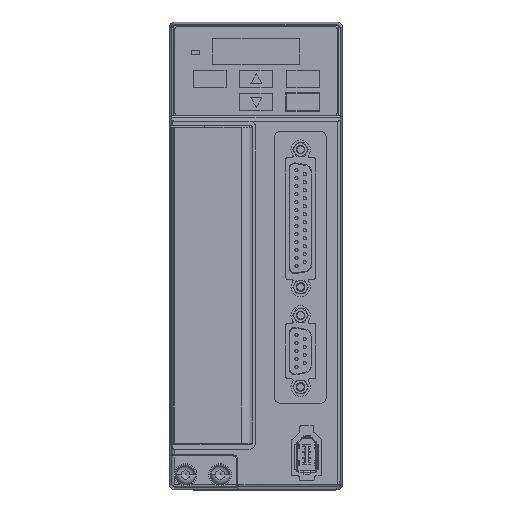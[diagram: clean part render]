
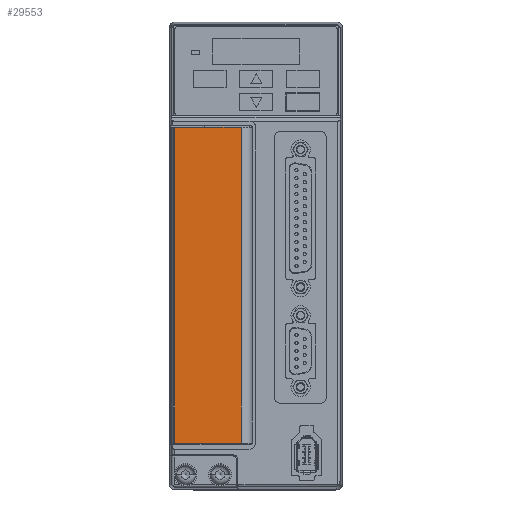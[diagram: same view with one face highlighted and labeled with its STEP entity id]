
A CAD part, top view. The second image highlights one B-rep face of the part: STEP entity #29553.
In plain terms, the highlighted planar face has unit normal (0, 0, 1).
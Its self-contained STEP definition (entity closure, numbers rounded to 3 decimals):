
#29494=CARTESIAN_POINT('',(1.74,-146.005,155.85));
#29495=VERTEX_POINT('',#29494);
#29503=CARTESIAN_POINT('',(1.74,-36.465,155.85));
#29504=VERTEX_POINT('',#29503);
#29505=CARTESIAN_POINT('',(1.74,12308.535,155.85));
#29506=DIRECTION('',(0.,-1.,0.));
#29507=VECTOR('',#29506,24690.);
#29508=LINE('',#29505,#29507);
#29509=EDGE_CURVE('',#29504,#29495,#29508,.T.);
#29523=CARTESIAN_POINT('',(13.3,-36.465,155.85));
#29524=DIRECTION('',(0.,0.,1.));
#29525=DIRECTION('',(-1.,0.,0.));
#29526=AXIS2_PLACEMENT_3D('',#29523,#29524,#29525);
#29527=PLANE('',#29526);
#29528=CARTESIAN_POINT('',(24.86,-146.005,155.85));
#29529=VERTEX_POINT('',#29528);
#29530=CARTESIAN_POINT('',(-12332.62,-146.005,155.85));
#29531=DIRECTION('',(1.,0.,-0.));
#29532=VECTOR('',#29531,24690.);
#29533=LINE('',#29530,#29532);
#29534=EDGE_CURVE('',#29495,#29529,#29533,.T.);
#29535=ORIENTED_EDGE('',*,*,#29534,.T.);
#29536=CARTESIAN_POINT('',(24.86,-36.465,155.85));
#29537=VERTEX_POINT('',#29536);
#29538=CARTESIAN_POINT('',(24.86,12308.535,155.85));
#29539=DIRECTION('',(0.,-1.,0.));
#29540=VECTOR('',#29539,24690.);
#29541=LINE('',#29538,#29540);
#29542=EDGE_CURVE('',#29537,#29529,#29541,.T.);
#29543=ORIENTED_EDGE('',*,*,#29542,.F.);
#29544=CARTESIAN_POINT('',(-12332.62,-36.465,155.85));
#29545=DIRECTION('',(1.,0.,-0.));
#29546=VECTOR('',#29545,24690.);
#29547=LINE('',#29544,#29546);
#29548=EDGE_CURVE('',#29504,#29537,#29547,.T.);
#29549=ORIENTED_EDGE('',*,*,#29548,.F.);
#29550=ORIENTED_EDGE('',*,*,#29509,.T.);
#29551=EDGE_LOOP('',(#29535,#29543,#29549,#29550));
#29552=FACE_BOUND('',#29551,.T.);
#29553=ADVANCED_FACE('',(#29552),#29527,.T.);
